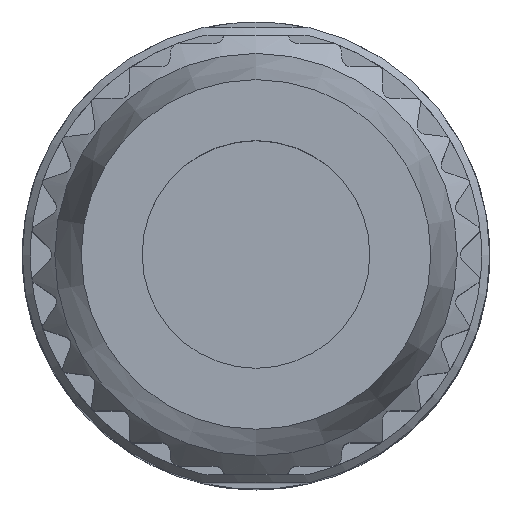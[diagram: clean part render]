
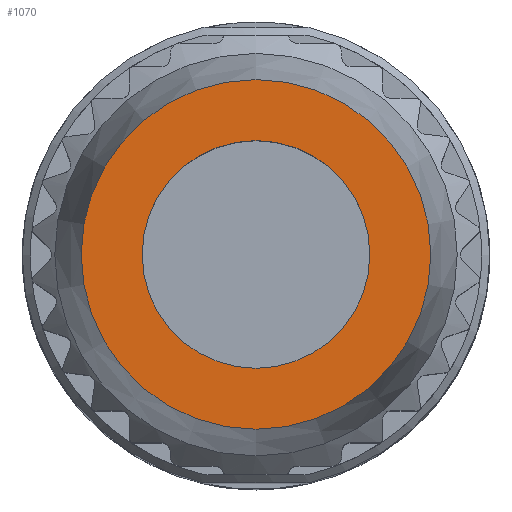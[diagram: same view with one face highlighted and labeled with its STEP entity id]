
A CAD part, top view. The second image highlights one B-rep face of the part: STEP entity #1070.
In plain terms, the highlighted planar face has unit normal (0, 0, 1).
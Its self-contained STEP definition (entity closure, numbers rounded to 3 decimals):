
#655=PLANE('',#9203);
#805=FACE_BOUND('',#2233,.T.);
#806=FACE_BOUND('',#2234,.T.);
#1070=ADVANCED_FACE('',(#805,#806),#655,.T.);
#2233=EDGE_LOOP('',(#4008));
#2234=EDGE_LOOP('',(#4009));
#2614=CIRCLE('',#9200,2.8);
#2615=CIRCLE('',#9202,4.3);
#4008=ORIENTED_EDGE('',*,*,#6949,.F.);
#4009=ORIENTED_EDGE('',*,*,#6950,.F.);
#5852=VERTEX_POINT('',#15353);
#5853=VERTEX_POINT('',#15356);
#6949=EDGE_CURVE('',#5852,#5852,#2614,.T.);
#6950=EDGE_CURVE('',#5853,#5853,#2615,.T.);
#9200=AXIS2_PLACEMENT_3D('',#15352,#10546,#10547);
#9202=AXIS2_PLACEMENT_3D('',#15355,#10550,#10551);
#9203=AXIS2_PLACEMENT_3D('',#15357,#10552,#10553);
#10546=DIRECTION('',(0.,0.,1.));
#10547=DIRECTION('',(1.,0.,0.));
#10550=DIRECTION('',(0.,0.,-1.));
#10551=DIRECTION('',(0.,1.,0.));
#10552=DIRECTION('',(0.,0.,1.));
#10553=DIRECTION('',(-1.,0.,0.));
#15352=CARTESIAN_POINT('',(101.422,-57.925,5.6));
#15353=CARTESIAN_POINT('',(104.222,-57.925,5.6));
#15355=CARTESIAN_POINT('',(101.422,-57.925,5.6));
#15356=CARTESIAN_POINT('',(101.422,-53.625,5.6));
#15357=CARTESIAN_POINT('',(96.692,-62.655,5.6));
